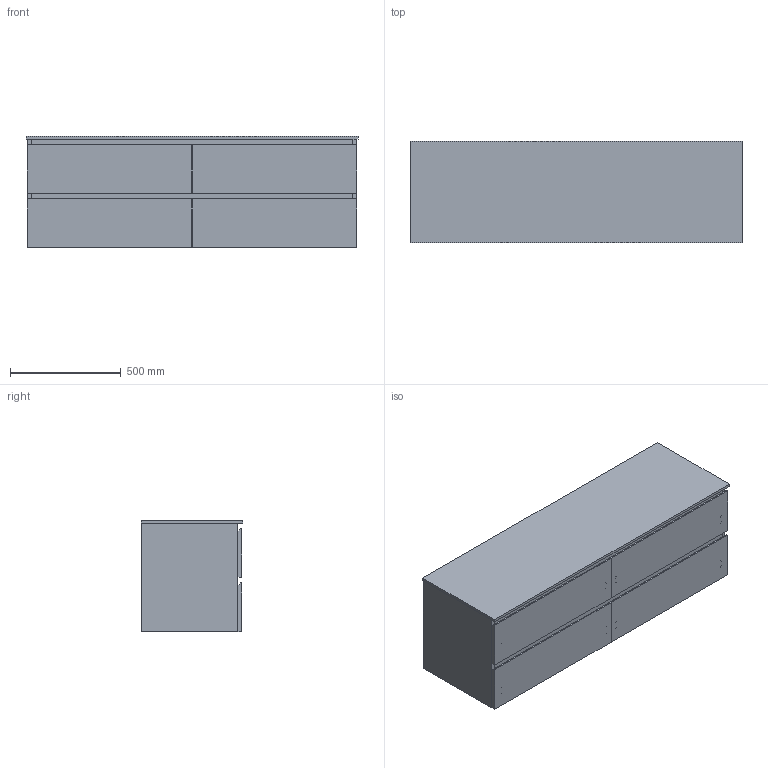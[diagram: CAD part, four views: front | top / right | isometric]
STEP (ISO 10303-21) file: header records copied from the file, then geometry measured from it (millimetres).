
FILE_DESCRIPTION (( 'STEP AP214' ), '1' );
FILE_NAME ('Kado Arc DD Corian Top 1500 DBowl.STEP', '2019-12-06T03:48:34', ( '' ), ( '' ), 'SwSTEP 2.0', 'SolidWorks 2017', '' );
FILE_SCHEMA (( 'AUTOMOTIVE_DESIGN' ));
Length unit declared in the file: millimetre
Products named in the file (31): 17Bottom_Platinum Double Drawer 2D; 17FACTIR_Drawer_Platinum Double Drawer 2D_2_D‚faut; 17Left_Platinum Double Drawer 2D; 1Front_7Platinum Double Drawer 2D second; Drawer_17Platinum Double Drawer 2D_1_350; 17FACTIR_Drawer_Platinum Double Drawer 2D_1_D‚faut; FACTIR_Drawer_17Platinum Double Drawer 2D_1_D‚faut; 17FONDTIR_Drawer_Platinum Double Drawer 2D_1_D‚faut; 17COGTIR_PRF 350; 17Right_Platinum Double Drawer 2D; 17ARTIR_Drawer_Platinum Double Drawer 2D_2L_D‚faut; ARTIR_Drawer_17Platinum Double Drawer 2D_2_D‚faut; COGTIR_PRF 350; Drawer_17Platinum Double Drawer 2D_2_350; Kado Arc DD Corian Top 1500 DBowl; ARTIR_Drawer_17Platinum Double Drawer 2D_1_D‚faut; 17ARTIR_Drawer_Platinum Double Drawer 2D_2R_D‚faut; 17Back_Platinum Double Drawer 2D; 17Drawer_Platinum Double Drawer 2D_1_350; 17CODTIR_PRF 350; CODTIR_PRF 350; FACTIR_Drawer_17Platinum Double Drawer 2D_2_D‚faut; 1Front_7Platinum Double Drawer 2D; FONDTIR_Drawer_17Platinum Double Drawer 2D_2_D‚faut; Partition_17Platinum Double Drawer 2D; ARTIR_Drawer_17Platinum Double Drawer 2D_1 R_D‚faut; 17FONDTIR_Drawer_Platinum Double Drawer 2D_2_D‚faut; Part14^Kado Arc DD Corian Top 1500 DBowl; 17Drawer_Platinum Double Drawer 2D_2_350; FONDTIR_Drawer_17Platinum Double Drawer 2D_1_D‚faut; 17ARTIR_Drawer_Platinum Double Drawer 2D_1_D‚faut
Assembly tree (34 placements, depth 3):
  Kado Arc DD Corian Top 1500 DBowl
    17Left_Platinum Double Drawer 2D
    17Right_Platinum Double Drawer 2D
    17Bottom_Platinum Double Drawer 2D
    17Back_Platinum Double Drawer 2D
    17Drawer_Platinum Double Drawer 2D_1_350
      17COGTIR_PRF 350
      17CODTIR_PRF 350
      17FONDTIR_Drawer_Platinum Double Drawer 2D_1_D‚faut
      17ARTIR_Drawer_Platinum Double Drawer 2D_1_D‚faut
      17FACTIR_Drawer_Platinum Double Drawer 2D_1_D‚faut
    17Drawer_Platinum Double Drawer 2D_2_350
      17COGTIR_PRF 350
      17CODTIR_PRF 350
      17FONDTIR_Drawer_Platinum Double Drawer 2D_2_D‚faut
      17FACTIR_Drawer_Platinum Double Drawer 2D_2_D‚faut
    17ARTIR_Drawer_Platinum Double Drawer 2D_2L_D‚faut
    17ARTIR_Drawer_Platinum Double Drawer 2D_2R_D‚faut
    1Front_7Platinum Double Drawer 2D
    1Front_7Platinum Double Drawer 2D second
    Partition_17Platinum Double Drawer 2D
    Drawer_17Platinum Double Drawer 2D_1_350
      COGTIR_PRF 350
      CODTIR_PRF 350
      FONDTIR_Drawer_17Platinum Double Drawer 2D_1_D‚faut
      ARTIR_Drawer_17Platinum Double Drawer 2D_1_D‚faut
      FACTIR_Drawer_17Platinum Double Drawer 2D_1_D‚faut
    ARTIR_Drawer_17Platinum Double Drawer 2D_1 R_D‚faut
    Drawer_17Platinum Double Drawer 2D_2_350
      COGTIR_PRF 350
      CODTIR_PRF 350
      FONDTIR_Drawer_17Platinum Double Drawer 2D_2_D‚faut
      ARTIR_Drawer_17Platinum Double Drawer 2D_2_D‚faut
      FACTIR_Drawer_17Platinum Double Drawer 2D_2_D‚faut
    Part14^Kado Arc DD Corian Top 1500 DBowl
Bounding box: 1500 x 460 x 502 mm (x, y, z)
Volume: 73954432.3 mm3; surface area: 12078705.1 mm2
Topology: 62 solids, 62 shells, 2535 faces, 7073 edges, 4686 vertices
Faces by surface type: plane 1312, cylinder 1223
Entity records: 46419 total; most frequent: DIRECTION 8039, CARTESIAN_POINT 7783, ORIENTED_EDGE 7634, EDGE_CURVE 3817, AXIS2_PLACEMENT_3D 2786, VERTEX_POINT 2530, LINE 2467, VECTOR 2467
